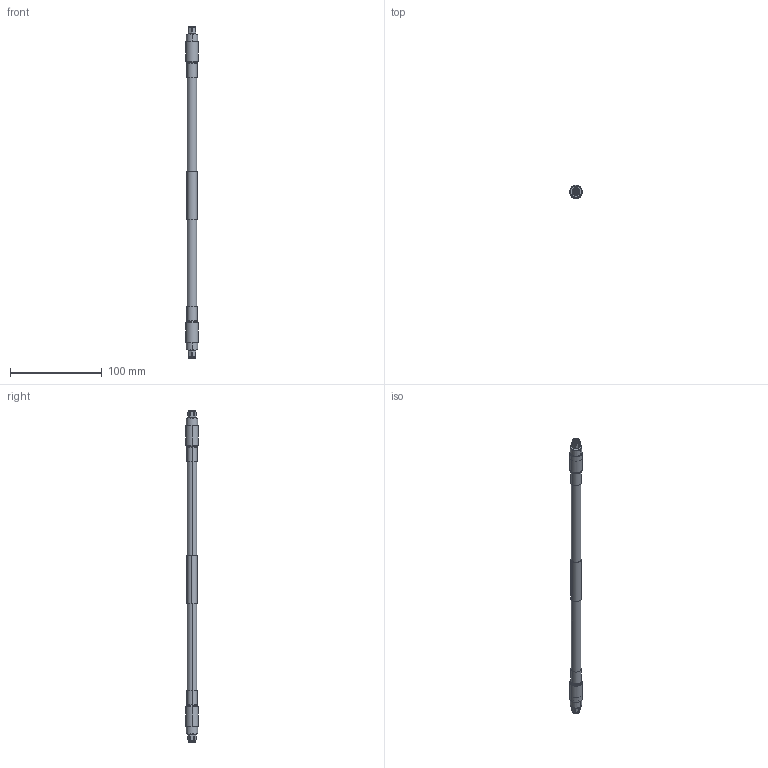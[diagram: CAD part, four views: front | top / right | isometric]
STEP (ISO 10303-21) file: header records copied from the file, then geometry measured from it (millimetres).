
FILE_DESCRIPTION (( 'STEP AP214' ), '1' );
FILE_NAME ('FMC00924_3D.STEP', '2022-09-01T06:30:42', ( '' ), ( '' ), 'SwSTEP 2.0', 'SolidWorks 2021', '' );
FILE_SCHEMA (( 'AUTOMOTIVE_DESIGN' ));
Length unit declared in the file: inch
Products named in the file (9): LMR-400-DB; Copy of HeatShrink-LMR-400-DB^FMC00924; TC-400-SM-X; TC-400-SM-X_c-contact; FMC00924_3D; TC-400-SM-X_body; TC-400-SM-X_ferrule; Copy of Label-LMR-400-DB^FMC00924; TC-400-SM-X_insulator
Assembly tree (10 placements, depth 3):
  FMC00924_3D
    LMR-400-DB
    Copy of HeatShrink-LMR-400-DB^FMC00924  x2
    Copy of Label-LMR-400-DB^FMC00924
    TC-400-SM-X  x2
      TC-400-SM-X_body
      TC-400-SM-X_c-contact
      TC-400-SM-X_insulator
      TC-400-SM-X_ferrule
Bounding box: 13.72 x 13.72 x 362.4 mm (x, y, z)
Volume: 45536.3 mm3; surface area: 22121.3 mm2
Topology: 12 solids, 12 shells, 306 faces, 626 edges, 372 vertices
Faces by surface type: cylinder 122, cone 104, plane 64, torus 12, sphere 4
Entity records: 4613 total; most frequent: DIRECTION 831, CARTESIAN_POINT 786, ORIENTED_EDGE 634, AXIS2_PLACEMENT_3D 355, EDGE_CURVE 317, VERTEX_POINT 190, CIRCLE 184, EDGE_LOOP 177
